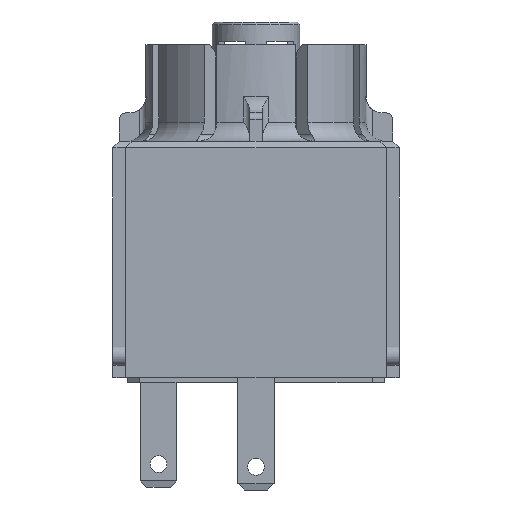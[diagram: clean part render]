
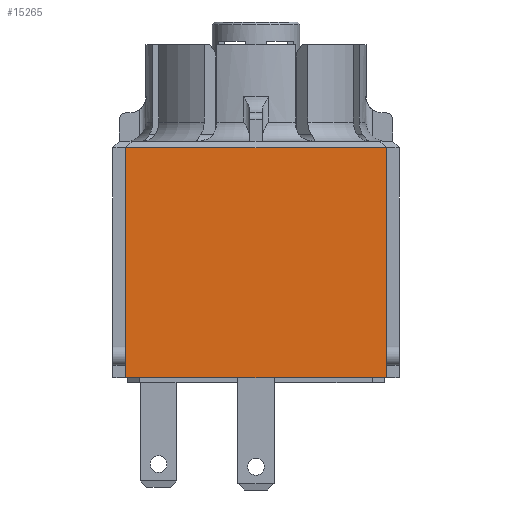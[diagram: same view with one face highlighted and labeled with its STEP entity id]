
A CAD part, front view. The second image highlights one B-rep face of the part: STEP entity #15265.
In plain terms, the highlighted planar face has unit normal (0, -1, 0).
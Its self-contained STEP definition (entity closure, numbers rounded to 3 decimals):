
#1532=FACE_OUTER_BOUND('',#2365,.T.);
#2365=EDGE_LOOP('',(#12072,#12073,#12074,#12075,#12076,#12077));
#3604=LINE('',#22535,#5175);
#3641=LINE('',#22617,#5212);
#3642=LINE('',#22622,#5213);
#3648=LINE('',#22664,#5219);
#3649=LINE('',#22665,#5220);
#3692=LINE('',#22768,#5263);
#5175=VECTOR('',#18274,10.);
#5212=VECTOR('',#18351,10.);
#5213=VECTOR('',#18356,10.);
#5219=VECTOR('',#18418,10.);
#5220=VECTOR('',#18419,10.);
#5263=VECTOR('',#18542,10.);
#6683=VERTEX_POINT('',#22527);
#6685=VERTEX_POINT('',#22533);
#6710=VERTEX_POINT('',#22616);
#6712=VERTEX_POINT('',#22621);
#6716=VERTEX_POINT('',#22647);
#6720=VERTEX_POINT('',#22662);
#8541=EDGE_CURVE('',#6685,#6683,#3604,.T.);
#8582=EDGE_CURVE('',#6710,#6683,#3641,.T.);
#8585=EDGE_CURVE('',#6712,#6710,#3642,.T.);
#8606=EDGE_CURVE('',#6720,#6716,#3648,.T.);
#8607=EDGE_CURVE('',#6716,#6685,#3649,.T.);
#8658=EDGE_CURVE('',#6720,#6712,#3692,.T.);
#12072=ORIENTED_EDGE('',*,*,#8541,.F.);
#12073=ORIENTED_EDGE('',*,*,#8607,.F.);
#12074=ORIENTED_EDGE('',*,*,#8606,.F.);
#12075=ORIENTED_EDGE('',*,*,#8658,.T.);
#12076=ORIENTED_EDGE('',*,*,#8585,.T.);
#12077=ORIENTED_EDGE('',*,*,#8582,.T.);
#14676=PLANE('',#16283);
#15265=ADVANCED_FACE('',(#1532),#14676,.T.);
#16283=AXIS2_PLACEMENT_3D('',#22805,#18586,#18587);
#18274=DIRECTION('',(1.,0.,0.));
#18351=DIRECTION('',(0.,0.,1.));
#18356=DIRECTION('',(0.,0.,1.));
#18418=DIRECTION('',(0.,0.,1.));
#18419=DIRECTION('',(0.,0.,1.));
#18542=DIRECTION('',(1.,0.,0.));
#18586=DIRECTION('center_axis',(0.,-1.,0.));
#18587=DIRECTION('ref_axis',(0.,0.,
-1.));
#22527=CARTESIAN_POINT('',(10.1,-11.1,9.7));
#22533=CARTESIAN_POINT('',(-10.1,-11.1,9.7));
#22535=CARTESIAN_POINT('',(0.,-11.1,9.7));
#22616=CARTESIAN_POINT('',(10.1,-11.1,-6.41));
#22617=CARTESIAN_POINT('',(10.1,-11.1,-8.1));
#22621=CARTESIAN_POINT('',(10.1,-11.1,-8.1));
#22622=CARTESIAN_POINT('',(10.1,-11.1,-8.1));
#22647=CARTESIAN_POINT('',(-10.1,-11.1,-6.41));
#22662=CARTESIAN_POINT('',(-10.1,-11.1,-8.1));
#22664=CARTESIAN_POINT('',(-10.1,-11.1,-8.1));
#22665=CARTESIAN_POINT('',(-10.1,-11.1,-8.1));
#22768=CARTESIAN_POINT('',(-10.1,-11.1,-8.1));
#22805=CARTESIAN_POINT('Origin',(0.,-11.1,
-8.1));
